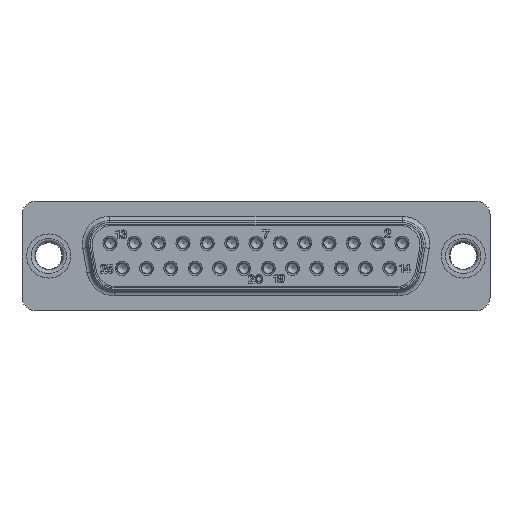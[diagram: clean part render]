
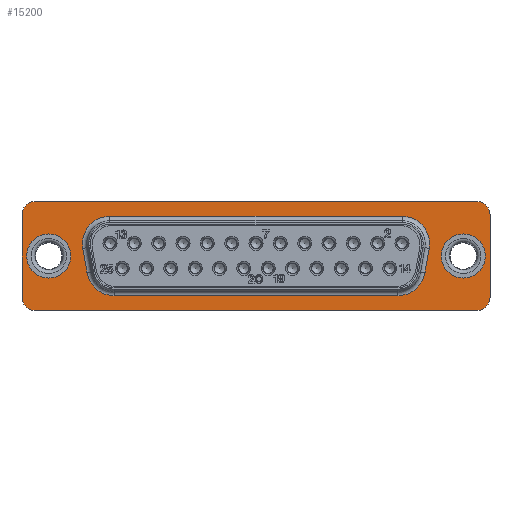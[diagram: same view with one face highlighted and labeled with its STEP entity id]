
A CAD part, top view. The second image highlights one B-rep face of the part: STEP entity #15200.
In plain terms, the highlighted face is planar.
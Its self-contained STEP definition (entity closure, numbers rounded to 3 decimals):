
#1346=CIRCLE('',#17776,2.5);
#1348=CIRCLE('',#17779,2.5);
#1358=CIRCLE('',#17799,1.5);
#1360=CIRCLE('',#17802,1.5);
#1362=CIRCLE('',#17806,1.5);
#1364=CIRCLE('',#17810,1.5);
#1366=CIRCLE('',#17813,3.1);
#1367=CIRCLE('',#17814,3.1);
#1368=CIRCLE('',#17815,3.1);
#1369=CIRCLE('',#17816,3.1);
#5325=ORIENTED_EDGE('',*,*,#7513,.F.);
#5326=ORIENTED_EDGE('',*,*,#7514,.F.);
#5327=ORIENTED_EDGE('',*,*,#7515,.F.);
#5328=ORIENTED_EDGE('',*,*,#7516,.F.);
#5329=ORIENTED_EDGE('',*,*,#7517,.F.);
#5330=ORIENTED_EDGE('',*,*,#7518,.F.);
#5331=ORIENTED_EDGE('',*,*,#7519,.F.);
#5332=ORIENTED_EDGE('',*,*,#7520,.F.);
#5333=ORIENTED_EDGE('',*,*,#7472,.T.);
#5334=ORIENTED_EDGE('',*,*,#7474,.T.);
#5335=ORIENTED_EDGE('',*,*,#7511,.F.);
#5336=ORIENTED_EDGE('',*,*,#7510,.F.);
#5337=ORIENTED_EDGE('',*,*,#7497,.F.);
#5338=ORIENTED_EDGE('',*,*,#7469,.F.);
#5339=ORIENTED_EDGE('',*,*,#7500,.F.);
#5340=ORIENTED_EDGE('',*,*,#7504,.F.);
#5341=ORIENTED_EDGE('',*,*,#7506,.F.);
#5342=ORIENTED_EDGE('',*,*,#7465,.F.);
#7465=EDGE_CURVE('',#8936,#8938,#10100,.T.);
#7469=EDGE_CURVE('',#8940,#8942,#10104,.T.);
#7472=EDGE_CURVE('',#8944,#8944,#1346,.T.);
#7474=EDGE_CURVE('',#8946,#8946,#1348,.T.);
#7497=EDGE_CURVE('',#8942,#8966,#1358,.T.);
#7500=EDGE_CURVE('',#8968,#8940,#1360,.T.);
#7504=EDGE_CURVE('',#8970,#8968,#10123,.T.);
#7506=EDGE_CURVE('',#8938,#8970,#1362,.T.);
#7510=EDGE_CURVE('',#8966,#8973,#10127,.T.);
#7511=EDGE_CURVE('',#8973,#8936,#1364,.T.);
#7513=EDGE_CURVE('',#8974,#8975,#10128,.T.);
#7514=EDGE_CURVE('',#8976,#8974,#1366,.T.);
#7515=EDGE_CURVE('',#8977,#8976,#10129,.T.);
#7516=EDGE_CURVE('',#8978,#8977,#1367,.T.);
#7517=EDGE_CURVE('',#8979,#8978,#10130,.T.);
#7518=EDGE_CURVE('',#8980,#8979,#1368,.T.);
#7519=EDGE_CURVE('',#8981,#8980,#10131,.T.);
#7520=EDGE_CURVE('',#8975,#8981,#1369,.T.);
#8936=VERTEX_POINT('',#31894);
#8938=VERTEX_POINT('',#31897);
#8940=VERTEX_POINT('',#31903);
#8942=VERTEX_POINT('',#31906);
#8944=VERTEX_POINT('',#31912);
#8946=VERTEX_POINT('',#31917);
#8966=VERTEX_POINT('',#31970);
#8968=VERTEX_POINT('',#31976);
#8970=VERTEX_POINT('',#31982);
#8973=VERTEX_POINT('',#31992);
#8974=VERTEX_POINT('',#32000);
#8975=VERTEX_POINT('',#32001);
#8976=VERTEX_POINT('',#32003);
#8977=VERTEX_POINT('',#32005);
#8978=VERTEX_POINT('',#32007);
#8979=VERTEX_POINT('',#32009);
#8980=VERTEX_POINT('',#32011);
#8981=VERTEX_POINT('',#32013);
#10100=LINE('',#31896,#11238);
#10104=LINE('',#31905,#11242);
#10123=LINE('',#31984,#11261);
#10127=LINE('',#31994,#11265);
#10128=LINE('',#31999,#11266);
#10129=LINE('',#32004,#11267);
#10130=LINE('',#32008,#11268);
#10131=LINE('',#32012,#11269);
#11238=VECTOR('',#21568,1000.);
#11242=VECTOR('',#21574,1000.);
#11261=VECTOR('',#21653,1000.);
#11265=VECTOR('',#21665,1000.);
#11266=VECTOR('',#21674,1000.);
#11267=VECTOR('',#21677,1000.);
#11268=VECTOR('',#21680,1000.);
#11269=VECTOR('',#21683,1000.);
#12482=EDGE_LOOP('',(#5325,#5326,#5327,#5328,#5329,#5330,#5331,#5332));
#12483=EDGE_LOOP('',(#5333));
#12484=EDGE_LOOP('',(#5334));
#12485=EDGE_LOOP('',(#5335,#5336,#5337,#5338,#5339,#5340,#5341,#5342));
#13732=FACE_BOUND('',#12482,.T.);
#13733=FACE_BOUND('',#12483,.T.);
#13734=FACE_BOUND('',#12484,.T.);
#13735=FACE_BOUND('',#12485,.T.);
#14341=PLANE('',#17812);
#15200=ADVANCED_FACE('',(#13732,#13733,#13734,#13735),#14341,.F.);
#17776=AXIS2_PLACEMENT_3D('',#31911,#21579,#21580);
#17779=AXIS2_PLACEMENT_3D('',#31916,#21585,#21586);
#17799=AXIS2_PLACEMENT_3D('',#31969,#21638,#21639);
#17802=AXIS2_PLACEMENT_3D('',#31975,#21645,#21646);
#17806=AXIS2_PLACEMENT_3D('',#31987,#21657,#21658);
#17810=AXIS2_PLACEMENT_3D('',#31996,#21668,#21669);
#17812=AXIS2_PLACEMENT_3D('',#31998,#21672,#21673);
#17813=AXIS2_PLACEMENT_3D('',#32002,#21675,#21676);
#17814=AXIS2_PLACEMENT_3D('',#32006,#21678,#21679);
#17815=AXIS2_PLACEMENT_3D('',#32010,#21681,#21682);
#17816=AXIS2_PLACEMENT_3D('',#32014,#21684,#21685);
#21568=DIRECTION('',(-1.,0.,0.));
#21574=DIRECTION('',(1.,0.,0.));
#21579=DIRECTION('',(0.,0.,1.));
#21580=DIRECTION('',(-1.,0.,0.));
#21585=DIRECTION('',(0.,0.,1.));
#21586=DIRECTION('',(-1.,0.,0.));
#21638=DIRECTION('',(0.,0.,1.));
#21639=DIRECTION('',(0.707,-0.707,0.));
#21645=DIRECTION('',(0.,0.,1.));
#21646=DIRECTION('',(-0.707,-0.707,0.));
#21653=DIRECTION('',(0.,-1.,0.));
#21657=DIRECTION('',(0.,0.,1.));
#21658=DIRECTION('',(-0.707,0.707,0.));
#21665=DIRECTION('',(0.,1.,0.));
#21668=DIRECTION('',(0.,0.,1.));
#21669=DIRECTION('',(0.707,0.707,0.));
#21672=DIRECTION('',(0.,0.,1.));
#21673=DIRECTION('',(1.,0.,0.));
#21674=DIRECTION('',(-1.,0.,0.));
#21675=DIRECTION('',(0.,0.,-1.));
#21676=DIRECTION('',(0.643,-0.766,0.));
#21677=DIRECTION('',(-0.174,-0.985,0.));
#21678=DIRECTION('',(0.,0.,-1.));
#21679=DIRECTION('',(0.766,0.643,0.));
#21680=DIRECTION('',(1.,0.,0.));
#21681=DIRECTION('',(0.,0.,-1.));
#21682=DIRECTION('',(-0.766,0.643,0.));
#21683=DIRECTION('',(-0.174,0.985,0.));
#21684=DIRECTION('',(0.,0.,-1.));
#21685=DIRECTION('',(-0.643,-0.766,0.));
#31894=CARTESIAN_POINT('',(25.05,6.2,-0.4));
#31896=CARTESIAN_POINT('',(26.55,6.2,-0.4));
#31897=CARTESIAN_POINT('',(-25.05,6.2,-0.4));
#31903=CARTESIAN_POINT('',(-25.05,-6.2,-0.4));
#31905=CARTESIAN_POINT('',(-26.55,-6.2,-0.4));
#31906=CARTESIAN_POINT('',(25.05,-6.2,-0.4));
#31911=CARTESIAN_POINT('',(-23.52,0.,-0.4));
#31912=CARTESIAN_POINT('',(-26.02,0.,-0.4));
#31916=CARTESIAN_POINT('',(23.52,0.,-0.4));
#31917=CARTESIAN_POINT('',(21.02,0.,-0.4));
#31969=CARTESIAN_POINT('',(25.05,-4.7,-0.4));
#31970=CARTESIAN_POINT('',(26.55,-4.7,-0.4));
#31975=CARTESIAN_POINT('',(-25.05,-4.7,-0.4));
#31976=CARTESIAN_POINT('',(-26.55,-4.7,-0.4));
#31982=CARTESIAN_POINT('',(-26.55,4.7,-0.4));
#31984=CARTESIAN_POINT('',(-26.55,6.2,-0.4));
#31987=CARTESIAN_POINT('',(-25.05,4.7,-0.4));
#31992=CARTESIAN_POINT('',(26.55,4.7,-0.4));
#31994=CARTESIAN_POINT('',(26.55,-6.2,-0.4));
#31996=CARTESIAN_POINT('',(25.05,4.7,-0.4));
#31998=CARTESIAN_POINT('',(13.223,0.017,-0.4));
#31999=CARTESIAN_POINT('',(6.612,-4.5,-0.4));
#32000=CARTESIAN_POINT('',(16.106,-4.5,-0.4));
#32001=CARTESIAN_POINT('',(-16.106,-4.5,-0.4));
#32002=CARTESIAN_POINT('',(16.106,-1.4,-0.4));
#32003=CARTESIAN_POINT('',(19.159,-1.938,-0.4));
#32004=CARTESIAN_POINT('',(19.237,-1.498,-0.4));
#32005=CARTESIAN_POINT('',(19.653,0.862,-0.4));
#32006=CARTESIAN_POINT('',(16.6,1.4,-0.4));
#32007=CARTESIAN_POINT('',(16.6,4.5,-0.4));
#32008=CARTESIAN_POINT('',(6.612,4.5,-0.4));
#32009=CARTESIAN_POINT('',(-16.6,4.5,-0.4));
#32010=CARTESIAN_POINT('',(-16.6,1.4,-0.4));
#32011=CARTESIAN_POINT('',(-19.653,0.862,-0.4));
#32012=CARTESIAN_POINT('',(-19.085,-2.359,-0.4));
#32013=CARTESIAN_POINT('',(-19.159,-1.938,-0.4));
#32014=CARTESIAN_POINT('',(-16.106,-1.4,-0.4));
